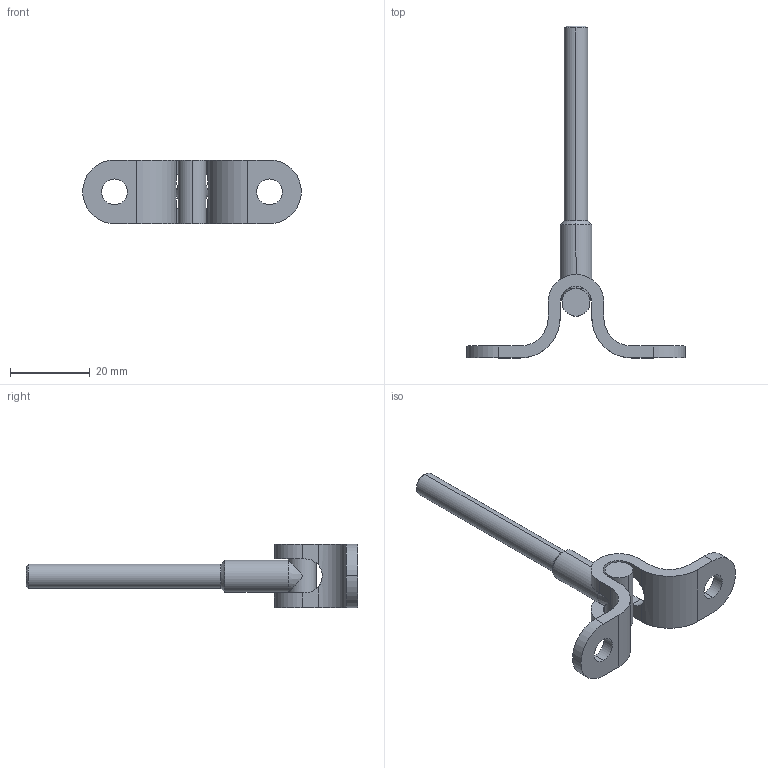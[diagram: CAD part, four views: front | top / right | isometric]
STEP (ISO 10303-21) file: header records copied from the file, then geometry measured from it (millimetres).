
FILE_DESCRIPTION (( 'STEP AP203' ), '1' );
FILE_NAME ('A14_7331-M6.STEP', '2022-03-17T10:17:57', ( '' ), ( '' ), 'SwSTEP 2.0', 'SolidWorks 2019', '' );
FILE_SCHEMA (( 'CONFIG_CONTROL_DESIGN' ));
Length unit declared in the file: millimetre
Products named in the file (3): A14_7331-M6; A14_7331-M6.P1; A14_7331-M6.P2
Assembly tree (2 placements, depth 2):
  A14_7331-M6
    A14_7331-M6.P1
    A14_7331-M6.P2
Bounding box: 55 x 83.5 x 16.09 mm (x, y, z)
Volume: 5651.1 mm3; surface area: 4481 mm2
Topology: 2 solids, 2 shells, 51 faces, 135 edges, 86 vertices
Faces by surface type: cylinder 26, plane 19, cone 6
Entity records: 2048 total; most frequent: CARTESIAN_POINT 441, DIRECTION 291, ORIENTED_EDGE 270, EDGE_CURVE 135, AXIS2_PLACEMENT_3D 110, VERTEX_POINT 86, VECTOR 71, LINE 71
